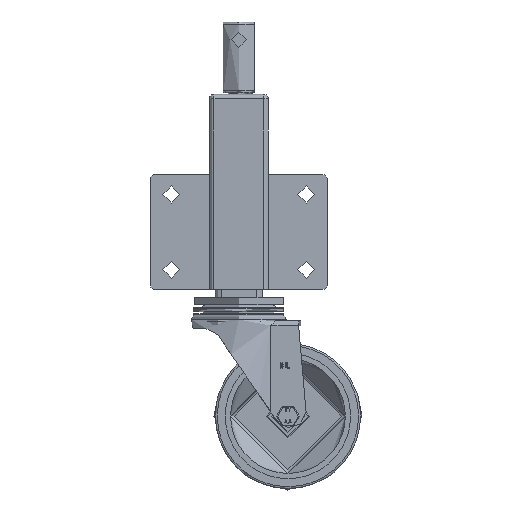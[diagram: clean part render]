
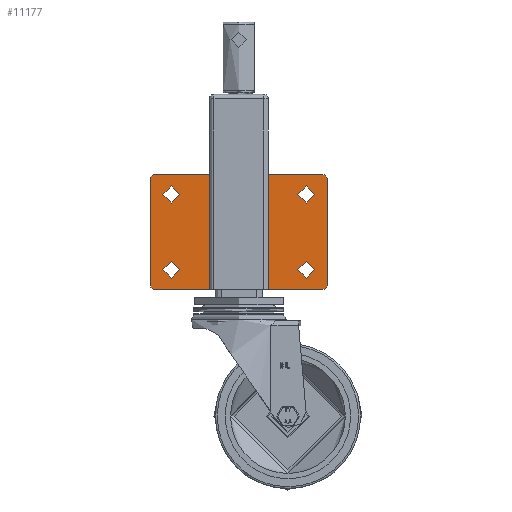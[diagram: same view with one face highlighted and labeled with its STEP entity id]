
A CAD part, front view. The second image highlights one B-rep face of the part: STEP entity #11177.
In plain terms, the highlighted face is planar.
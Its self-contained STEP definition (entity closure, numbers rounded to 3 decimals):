
#950=FACE_BOUND('',#1932,.T.);
#951=FACE_BOUND('',#1933,.T.);
#952=FACE_BOUND('',#1934,.T.);
#953=FACE_BOUND('',#1935,.T.);
#1025=PLANE('',#12094);
#1264=FACE_OUTER_BOUND('',#1931,.T.);
#1931=EDGE_LOOP('',(#7450,#7451,#7452,#7453,#7454,#7455,#7456,#7457));
#1932=EDGE_LOOP('',(#7458));
#1933=EDGE_LOOP('',(#7459));
#1934=EDGE_LOOP('',(#7460));
#1935=EDGE_LOOP('',(#7461));
#2676=LINE('',#16176,#3436);
#2677=LINE('',#16178,#3437);
#2678=LINE('',#16179,#3438);
#2679=LINE('',#16180,#3439);
#3436=VECTOR('',#13231,1000.);
#3437=VECTOR('',#13234,1000.);
#3438=VECTOR('',#13235,1000.);
#3439=VECTOR('',#13236,1000.);
#4183=CIRCLE('',#12070,7.25);
#4185=CIRCLE('',#12073,7.25);
#4187=CIRCLE('',#12076,7.25);
#4189=CIRCLE('',#12079,7.25);
#4191=CIRCLE('',#12082,4.);
#4193=CIRCLE('',#12085,4.);
#4195=CIRCLE('',#12088,4.);
#4197=CIRCLE('',#12091,4.);
#4583=VERTEX_POINT('',#16115);
#4585=VERTEX_POINT('',#16121);
#4587=VERTEX_POINT('',#16127);
#4589=VERTEX_POINT('',#16133);
#4591=VERTEX_POINT('',#16139);
#4592=VERTEX_POINT('',#16140);
#4595=VERTEX_POINT('',#16148);
#4596=VERTEX_POINT('',#16149);
#4599=VERTEX_POINT('',#16157);
#4600=VERTEX_POINT('',#16158);
#4603=VERTEX_POINT('',#16166);
#4604=VERTEX_POINT('',#16167);
#5691=EDGE_CURVE('',#4583,#4583,#4183,.T.);
#5694=EDGE_CURVE('',#4585,#4585,#4185,.T.);
#5697=EDGE_CURVE('',#4587,#4587,#4187,.T.);
#5700=EDGE_CURVE('',#4589,#4589,#4189,.T.);
#5703=EDGE_CURVE('',#4591,#4592,#4191,.T.);
#5707=EDGE_CURVE('',#4595,#4596,#4193,.T.);
#5711=EDGE_CURVE('',#4599,#4600,#4195,.T.);
#5715=EDGE_CURVE('',#4603,#4604,#4197,.T.);
#5720=EDGE_CURVE('',#4603,#4600,#2676,.T.);
#5721=EDGE_CURVE('',#4599,#4592,#2677,.T.);
#5722=EDGE_CURVE('',#4591,#4596,#2678,.T.);
#5723=EDGE_CURVE('',#4595,#4604,#2679,.T.);
#7450=ORIENTED_EDGE('',*,*,#5715,.F.);
#7451=ORIENTED_EDGE('',*,*,#5720,.T.);
#7452=ORIENTED_EDGE('',*,*,#5711,.F.);
#7453=ORIENTED_EDGE('',*,*,#5721,.T.);
#7454=ORIENTED_EDGE('',*,*,#5703,.F.);
#7455=ORIENTED_EDGE('',*,*,#5722,.T.);
#7456=ORIENTED_EDGE('',*,*,#5707,.F.);
#7457=ORIENTED_EDGE('',*,*,#5723,.T.);
#7458=ORIENTED_EDGE('',*,*,#5700,.F.);
#7459=ORIENTED_EDGE('',*,*,#5697,.F.);
#7460=ORIENTED_EDGE('',*,*,#5694,.F.);
#7461=ORIENTED_EDGE('',*,*,#5691,.F.);
#11177=ADVANCED_FACE('',(#1264,#950,#951,#952,#953),#1025,.F.);
#12070=AXIS2_PLACEMENT_3D('',#16116,#13170,#13171);
#12073=AXIS2_PLACEMENT_3D('',#16122,#13177,#13178);
#12076=AXIS2_PLACEMENT_3D('',#16128,#13184,#13185);
#12079=AXIS2_PLACEMENT_3D('',#16134,#13191,#13192);
#12082=AXIS2_PLACEMENT_3D('',#16141,#13198,#13199);
#12085=AXIS2_PLACEMENT_3D('',#16150,#13206,#13207);
#12088=AXIS2_PLACEMENT_3D('',#16159,#13214,#13215);
#12091=AXIS2_PLACEMENT_3D('',#16168,#13222,#13223);
#12094=AXIS2_PLACEMENT_3D('',#16177,#13232,#13233);
#13170=DIRECTION('center_axis',(0.,1.,0.));
#13171=DIRECTION('ref_axis',(1.,0.,0.));
#13177=DIRECTION('center_axis',(0.,1.,0.));
#13178=DIRECTION('ref_axis',(1.,0.,0.));
#13184=DIRECTION('center_axis',(0.,1.,0.));
#13185=DIRECTION('ref_axis',(1.,0.,0.));
#13191=DIRECTION('center_axis',(0.,1.,0.));
#13192=DIRECTION('ref_axis',(1.,0.,0.));
#13198=DIRECTION('center_axis',(0.,-1.,0.));
#13199=DIRECTION('ref_axis',(-0.707,0.,-0.707));
#13206=DIRECTION('center_axis',(0.,-1.,0.));
#13207=DIRECTION('ref_axis',(-0.707,0.,0.707));
#13214=DIRECTION('center_axis',(0.,-1.,0.));
#13215=DIRECTION('ref_axis',(0.707,0.,-0.707));
#13222=DIRECTION('center_axis',(0.,-1.,0.));
#13223=DIRECTION('ref_axis',(0.707,0.,0.707));
#13231=DIRECTION('',(0.,0.,-1.));
#13232=DIRECTION('center_axis',(0.,-1.,0.));
#13233=DIRECTION('ref_axis',(1.,0.,0.));
#13234=DIRECTION('',(-1.,0.,0.));
#13235=DIRECTION('',(0.,0.,1.));
#13236=DIRECTION('',(1.,0.,0.));
#16115=CARTESIAN_POINT('',(-64.25,3.,-28.75));
#16116=CARTESIAN_POINT('Origin',(-57.,3.,-28.75));
#16121=CARTESIAN_POINT('',(49.75,3.,-28.75));
#16122=CARTESIAN_POINT('Origin',(57.,3.,-28.75));
#16127=CARTESIAN_POINT('',(49.75,3.,34.75));
#16128=CARTESIAN_POINT('Origin',(57.,3.,34.75));
#16133=CARTESIAN_POINT('',(-64.25,3.,34.75));
#16134=CARTESIAN_POINT('Origin',(-57.,3.,34.75));
#16139=CARTESIAN_POINT('',(-75.,3.,-41.5));
#16140=CARTESIAN_POINT('',(-71.,3.,-45.5));
#16141=CARTESIAN_POINT('Origin',(-71.,3.,-41.5));
#16148=CARTESIAN_POINT('',(-71.,3.,51.5));
#16149=CARTESIAN_POINT('',(-75.,3.,47.5));
#16150=CARTESIAN_POINT('Origin',(-71.,3.,47.5));
#16157=CARTESIAN_POINT('',(71.,3.,-45.5));
#16158=CARTESIAN_POINT('',(75.,3.,-41.5));
#16159=CARTESIAN_POINT('Origin',(71.,3.,-41.5));
#16166=CARTESIAN_POINT('',(75.,3.,47.5));
#16167=CARTESIAN_POINT('',(71.,3.,51.5));
#16168=CARTESIAN_POINT('Origin',(71.,3.,47.5));
#16176=CARTESIAN_POINT('',(75.,3.,51.5));
#16177=CARTESIAN_POINT('Origin',(0.,3.,3.));
#16178=CARTESIAN_POINT('',(75.,3.,-45.5));
#16179=CARTESIAN_POINT('',(-75.,3.,-45.5));
#16180=CARTESIAN_POINT('',(-75.,3.,51.5));
